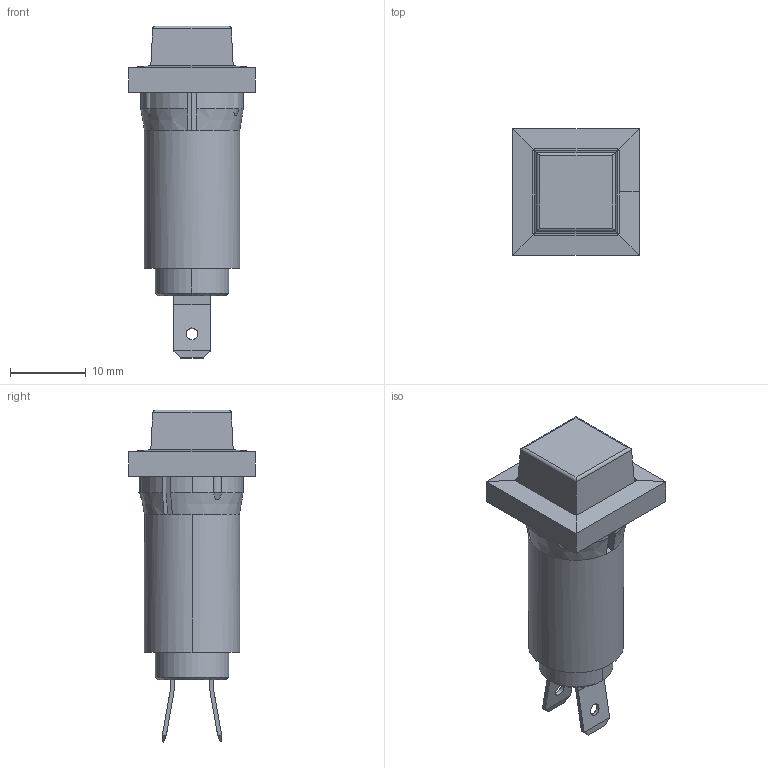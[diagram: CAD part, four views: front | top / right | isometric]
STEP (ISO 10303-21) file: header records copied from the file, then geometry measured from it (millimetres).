
FILE_DESCRIPTION (( 'STEP AP214' ), '1' );
FILE_NAME ('32R-29T.STEP', '2019-05-14T21:46:00', ( 'user' ), ( 'Microsoft' ), 'SwSTEP 2.0', 'SolidWorks 2018', '' );
FILE_SCHEMA (( 'AUTOMOTIVE_DESIGN' ));
Length unit declared in the file: foot
Products named in the file (7): 7700231500_Washer; 92000215XX_Washer Ferrule_Closing; 89001201XX_Lens; 98004XXXXX_98001XXXXX_Base_9800480208; 7800301000 Terminal .187 W_.187 wide; 91000902xx; 32R-29T
Assembly tree (7 placements, depth 2):
  32R-29T
    91000902xx
    7800301000 Terminal .187 W_.187 wide  x2
    98004XXXXX_98001XXXXX_Base_9800480208
    89001201XX_Lens
    92000215XX_Washer Ferrule_Closing
    7700231500_Washer
Bounding box: 16.7 x 16.7 x 43.77 mm (x, y, z)
Volume: 2473.1 mm3; surface area: 5592.5 mm2
Topology: 7 solids, 7 shells, 281 faces, 702 edges, 440 vertices
Faces by surface type: plane 160, cylinder 86, bspline 21, cone 10, torus 4
Entity records: 8211 total; most frequent: CARTESIAN_POINT 1815, ORIENTED_EDGE 1292, DIRECTION 1240, EDGE_CURVE 646, AXIS2_PLACEMENT_3D 417, LINE 406, VECTOR 406, VERTEX_POINT 404
